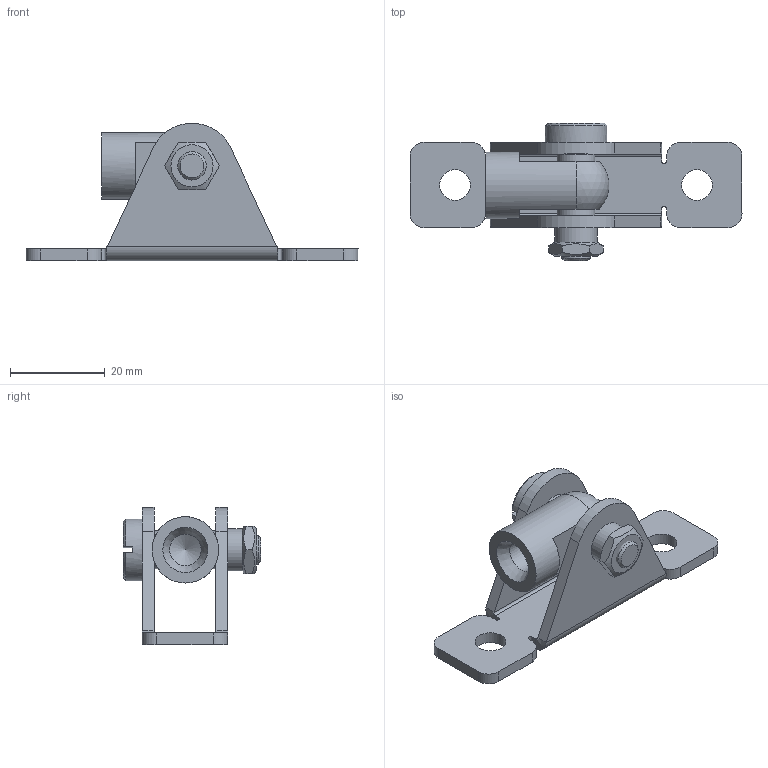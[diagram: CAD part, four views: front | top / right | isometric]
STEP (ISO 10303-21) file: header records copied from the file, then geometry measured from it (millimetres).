
FILE_DESCRIPTION(('FreeCAD Model'),'2;1');
FILE_NAME('M8 RVS 304 Schroefoog (19mm) en beugel.step','2018-12-04T15:19:20',('Author'),(''), 'Open CASCADE STEP processor 7.2','FreeCAD','Unknown');
FILE_SCHEMA(('AUTOMOTIVE_DESIGN { 1 0 10303 214 1 1 1 1 }'));
Length unit declared in the file: millimetre
Products named in the file (4): ENG-003656; ENG-003655; ENG-003654; Baugruppe2
Bounding box: 70 x 29 x 28.97 mm (x, y, z)
Volume: 9841 mm3; surface area: 8439.7 mm2
Topology: 4 solids, 4 shells, 91 faces, 224 edges, 143 vertices
Faces by surface type: plane 45, cylinder 30, cone 11, bspline 4, sphere 1
Full cylindrical faces by diameter (mm): 2.459 x1, 6 x1, 6.5 x2, 6.647 x1, 8 x1, 8.1 x3, 8.9 x1, 13 x1, 14 x1
Entity records: 9516 total; most frequent: CARTESIAN_POINT 5332, DIRECTION 661, ORIENTED_EDGE 446, PCURVE 446, DEFINITIONAL_REPRESENTATION 446, LINE 305, VECTOR 305, EDGE_CURVE 223
